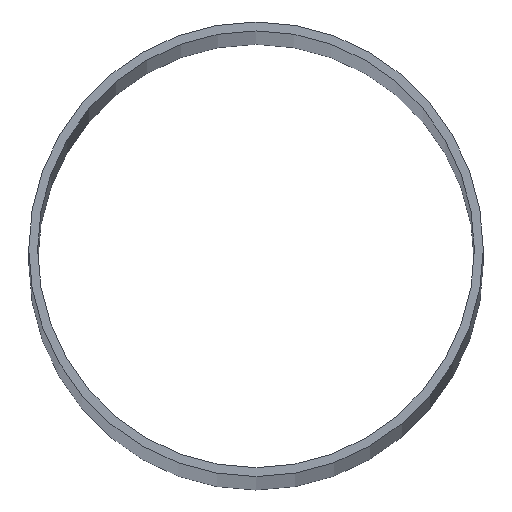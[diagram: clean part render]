
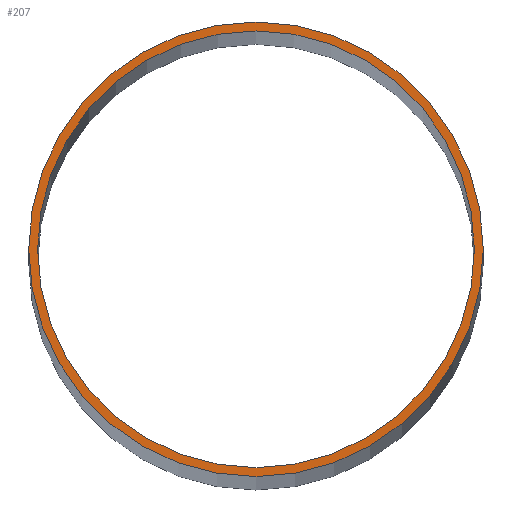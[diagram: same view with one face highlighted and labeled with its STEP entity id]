
A CAD part, top view. The second image highlights one B-rep face of the part: STEP entity #207.
In plain terms, the highlighted planar face has unit normal (0, 0, 1).
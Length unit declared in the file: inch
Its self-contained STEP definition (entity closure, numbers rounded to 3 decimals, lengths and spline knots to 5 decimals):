
#4 = AXIS2_PLACEMENT_3D ( 'NONE', #145, #63, #8 ) ;
#5 = FACE_OUTER_BOUND ( 'NONE', #33, .T. ) ;
#8 = DIRECTION ( 'NONE',  ( 1., 0., 0. ) ) ;
#12 = ORIENTED_EDGE ( 'NONE', *, *, #142, .F. ) ;
#16 = PLANE ( 'NONE',  #221 ) ;
#19 = DIRECTION ( 'NONE',  ( 0., 0., 1. ) ) ;
#20 = CIRCLE ( 'NONE', #4, 6.375 ) ;
#33 = EDGE_LOOP ( 'NONE', ( #216, #51 ) ) ;
#35 = CIRCLE ( 'NONE', #100, 6.375 ) ;
#41 = DIRECTION ( 'NONE',  ( 0., 0., 1. ) ) ;
#51 = ORIENTED_EDGE ( 'NONE', *, *, #78, .T. ) ;
#53 = VERTEX_POINT ( 'NONE', #175 ) ;
#62 = DIRECTION ( 'NONE',  ( 1., 0., 0. ) ) ;
#63 = DIRECTION ( 'NONE',  ( 0., 0., 1. ) ) ;
#77 = DIRECTION ( 'NONE',  ( 1., 0., 0. ) ) ;
#78 = EDGE_CURVE ( 'NONE', #252, #87, #35, .T. ) ;
#79 = DIRECTION ( 'NONE',  ( 1., 0., 0. ) ) ;
#87 = VERTEX_POINT ( 'NONE', #163 ) ;
#92 = CIRCLE ( 'NONE', #209, 6.125 ) ;
#94 = CARTESIAN_POINT ( 'NONE',  ( 0., 0., 216. ) ) ;
#95 = AXIS2_PLACEMENT_3D ( 'NONE', #121, #202, #79 ) ;
#100 = AXIS2_PLACEMENT_3D ( 'NONE', #111, #136, #77 ) ;
#104 = CIRCLE ( 'NONE', #95, 6.125 ) ;
#111 = CARTESIAN_POINT ( 'NONE',  ( 0., 0., 216. ) ) ;
#113 = EDGE_LOOP ( 'NONE', ( #156, #12 ) ) ;
#121 = CARTESIAN_POINT ( 'NONE',  ( 0., 0., 216. ) ) ;
#136 = DIRECTION ( 'NONE',  ( 0., 0., 1. ) ) ;
#142 = EDGE_CURVE ( 'NONE', #235, #53, #92, .T. ) ;
#145 = CARTESIAN_POINT ( 'NONE',  ( 0., 0., 216. ) ) ;
#146 = CARTESIAN_POINT ( 'NONE',  ( 6.125, 0., 216. ) ) ;
#151 = EDGE_CURVE ( 'NONE', #87, #252, #20, .T. ) ;
#155 = CARTESIAN_POINT ( 'NONE',  ( 6.375, 0., 216. ) ) ;
#156 = ORIENTED_EDGE ( 'NONE', *, *, #180, .F. ) ;
#163 = CARTESIAN_POINT ( 'NONE',  ( -6.375, 0., 216. ) ) ;
#166 = CARTESIAN_POINT ( 'NONE',  ( 0., 0., 216. ) ) ;
#175 = CARTESIAN_POINT ( 'NONE',  ( -6.125, 0., 216. ) ) ;
#178 = DIRECTION ( 'NONE',  ( 1., 0., 0. ) ) ;
#180 = EDGE_CURVE ( 'NONE', #53, #235, #104, .T. ) ;
#202 = DIRECTION ( 'NONE',  ( 0., 0., 1. ) ) ;
#204 = FACE_BOUND ( 'NONE', #113, .T. ) ;
#207 = ADVANCED_FACE ( 'NONE', ( #5, #204 ), #16, .T. ) ;
#209 = AXIS2_PLACEMENT_3D ( 'NONE', #94, #19, #62 ) ;
#216 = ORIENTED_EDGE ( 'NONE', *, *, #151, .T. ) ;
#221 = AXIS2_PLACEMENT_3D ( 'NONE', #166, #41, #178 ) ;
#235 = VERTEX_POINT ( 'NONE', #146 ) ;
#252 = VERTEX_POINT ( 'NONE', #155 ) ;
